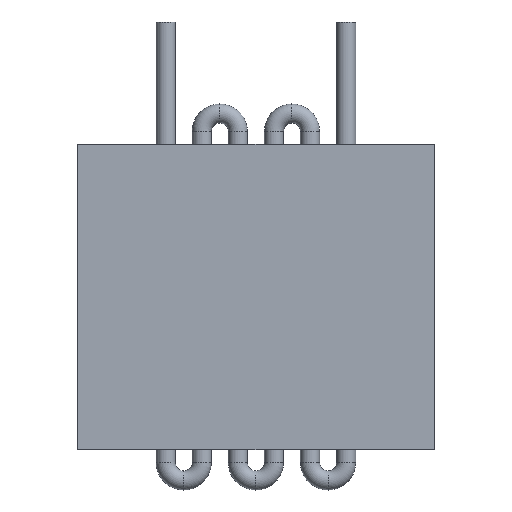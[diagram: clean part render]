
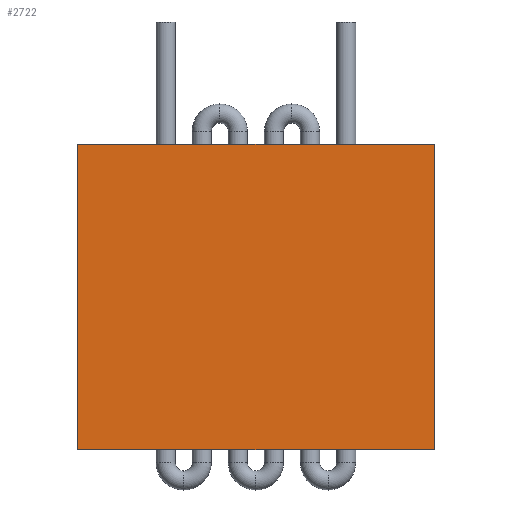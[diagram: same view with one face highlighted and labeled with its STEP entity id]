
A CAD part, front view. The second image highlights one B-rep face of the part: STEP entity #2722.
In plain terms, the highlighted planar face has unit normal (0, -1, 0).
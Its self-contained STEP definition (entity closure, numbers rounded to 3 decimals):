
#52 = EDGE_LOOP ( 'NONE', ( #1969, #132, #2822, #1305 ) ) ;
#120 = FACE_OUTER_BOUND ( 'NONE', #52, .T. ) ;
#132 = ORIENTED_EDGE ( 'NONE', *, *, #359, .F. ) ;
#157 = DIRECTION ( 'NONE',  ( -1., 0., 0. ) ) ;
#170 = EDGE_CURVE ( 'NONE', #1409, #1580, #952, .T. ) ;
#213 = CARTESIAN_POINT ( 'NONE',  ( 88.9, -16.088, 76.2 ) ) ;
#359 = EDGE_CURVE ( 'NONE', #1409, #1139, #729, .T. ) ;
#373 = CARTESIAN_POINT ( 'NONE',  ( 88.9, -16.088, -76.2 ) ) ;
#562 = VECTOR ( 'NONE', #1315, 1000. ) ;
#603 = LINE ( 'NONE', #3050, #562 ) ;
#726 = VECTOR ( 'NONE', #1676, 1000. ) ;
#729 = LINE ( 'NONE', #1859, #726 ) ;
#823 = CARTESIAN_POINT ( 'NONE',  ( -88.9, -16.088, 76.2 ) ) ;
#946 = VECTOR ( 'NONE', #157, 1000. ) ;
#952 = LINE ( 'NONE', #213, #946 ) ;
#1099 = CARTESIAN_POINT ( 'NONE',  ( -88.9, -16.088, -76.2 ) ) ;
#1139 = VERTEX_POINT ( 'NONE', #373 ) ;
#1245 = DIRECTION ( 'NONE',  ( 0., -1., 0. ) ) ;
#1248 = AXIS2_PLACEMENT_3D ( 'NONE', #2135, #1245, #1459 ) ;
#1276 = VERTEX_POINT ( 'NONE', #1099 ) ;
#1305 = ORIENTED_EDGE ( 'NONE', *, *, #1888, .T. ) ;
#1315 = DIRECTION ( 'NONE',  ( -1., 0., 0. ) ) ;
#1409 = VERTEX_POINT ( 'NONE', #1730 ) ;
#1459 = DIRECTION ( 'NONE',  ( 1., 0., 0. ) ) ;
#1580 = VERTEX_POINT ( 'NONE', #823 ) ;
#1676 = DIRECTION ( 'NONE',  ( 0., 0., -1. ) ) ;
#1730 = CARTESIAN_POINT ( 'NONE',  ( 88.9, -16.088, 76.2 ) ) ;
#1777 = DIRECTION ( 'NONE',  ( 0., 0., -1. ) ) ;
#1818 = CARTESIAN_POINT ( 'NONE',  ( -88.9, -16.088, 76.2 ) ) ;
#1859 = CARTESIAN_POINT ( 'NONE',  ( 88.9, -16.088, 76.2 ) ) ;
#1888 = EDGE_CURVE ( 'NONE', #1580, #1276, #2358, .T. ) ;
#1927 = PLANE ( 'NONE',  #1248 ) ;
#1969 = ORIENTED_EDGE ( 'NONE', *, *, #2602, .F. ) ;
#2135 = CARTESIAN_POINT ( 'NONE',  ( 88.9, -16.088, 76.2 ) ) ;
#2358 = LINE ( 'NONE', #1818, #2424 ) ;
#2424 = VECTOR ( 'NONE', #1777, 1000. ) ;
#2602 = EDGE_CURVE ( 'NONE', #1139, #1276, #603, .T. ) ;
#2722 = ADVANCED_FACE ( 'NONE', ( #120 ), #1927, .T. ) ;
#2822 = ORIENTED_EDGE ( 'NONE', *, *, #170, .T. ) ;
#3050 = CARTESIAN_POINT ( 'NONE',  ( 88.9, -16.088, -76.2 ) ) ;
